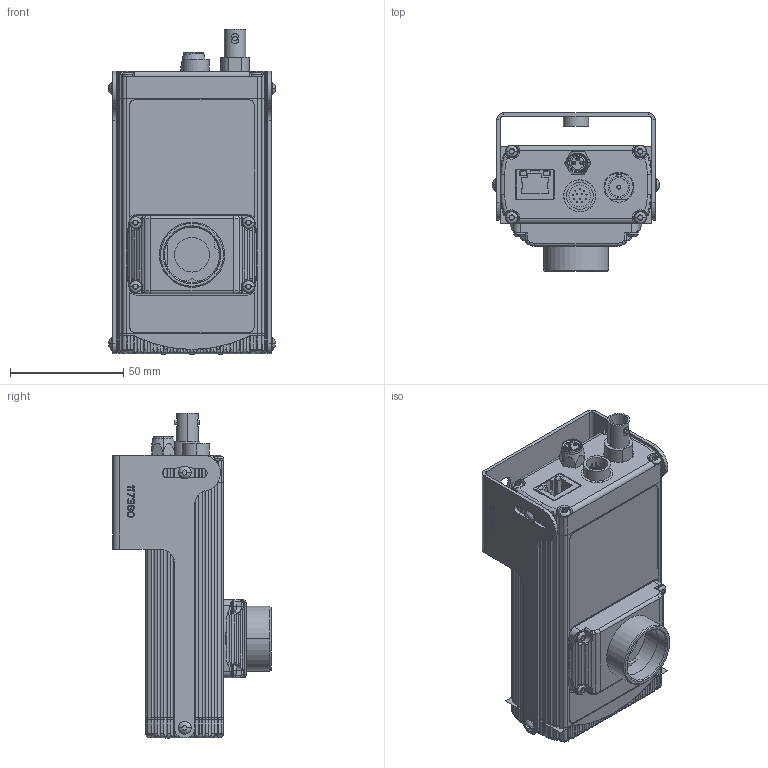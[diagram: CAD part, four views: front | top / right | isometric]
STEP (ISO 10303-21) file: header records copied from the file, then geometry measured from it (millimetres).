
FILE_DESCRIPTION((''),'2;1');
FILE_NAME('144670_ASM','2016-04-13T',('pdmadmin'),(''),'PRO/ENGINEER BY PARAMETRIC TECHNOLOGY CORPORATION, 2016010','PRO/ENGINEER BY PARAMETRIC TECHNOLOGY CORPORATION, 2016010','');
FILE_SCHEMA(('CONFIG_CONTROL_DESIGN'));
Products named in the file (31): 126127_AF0; 117445_AF0; 129168_AF0; 117885; 117884; 130277; 116873; 134315; 306_00249_14_0; 134318_ASM; 134314; 116873_WIRE; 116873_O_RING; 116873_NUT; 116873_ASM; SMRJ45; 59457; 120162_ASM; 117741; 117740_AF0; 117740_AF1; 117740_AF2; 117740_AF3; 114079; 118188; 117360; S-0420-0; 117360_ASM; M3X10_HEX_BHCS; 76027_WEB_ASM; 144670_ASM
Assembly tree (46 placements, depth 6):
  144670_ASM
    76027_WEB_ASM
      126127_AF0
      117445_AF0
      129168_AF0
      117885
      120162_ASM
        117884
        130277
        116873_ASM
          116873
          134318_ASM
            134315
            306_00249_14_0  x3
          134314
          116873_WIRE  x3
          116873_O_RING
          116873_NUT
        SMRJ45
        59457
      117741  x8
      117740_AF0
      117740_AF1
      117740_AF2
      117740_AF3
      114079
      118188  x3
      117360_ASM
        117360
        S-0420-0
      M3X10_HEX_BHCS  x4
Bounding box: 73.28 x 69.72 x 143.34 mm (x, y, z)
Volume: 96146.1 mm3; surface area: 113993.4 mm2
Topology: 43 solids, 66 shells, 2619 faces, 6614 edges, 4247 vertices
Faces by surface type: cylinder 1224, plane 1012, bspline 222, torus 77, cone 64, sphere 12, extrusion 8
Entity records: 102650 total; most frequent: CARTESIAN_POINT 45568, DIRECTION 12051, ORIENTED_EDGE 11680, EDGE_CURVE 5888, AXIS2_PLACEMENT_3D 4524, VERTEX_POINT 3787, VECTOR 3003, LINE 2995
